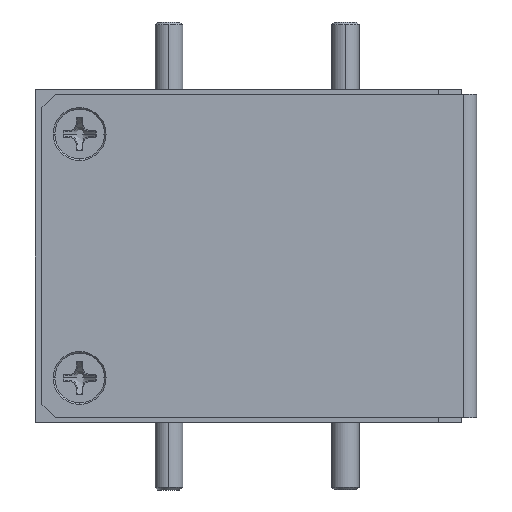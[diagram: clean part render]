
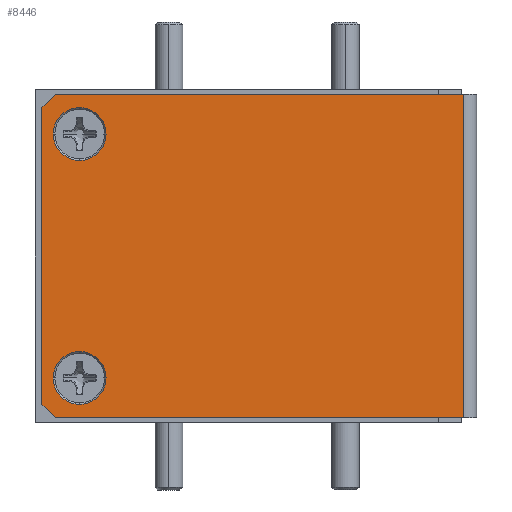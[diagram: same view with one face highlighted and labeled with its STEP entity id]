
A CAD part, front view. The second image highlights one B-rep face of the part: STEP entity #8446.
In plain terms, the highlighted planar face has unit normal (0, -1, 0).
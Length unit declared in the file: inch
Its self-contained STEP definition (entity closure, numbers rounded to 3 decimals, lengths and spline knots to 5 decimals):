
#7 = DIRECTION ( 'NONE',  ( 0., 0., -1. ) ) ;
#56 = LINE ( 'NONE', #7920, #2812 ) ;
#255 = DIRECTION ( 'NONE',  ( 0., -1., 0. ) ) ;
#537 = CARTESIAN_POINT ( 'NONE',  ( -1.44268, -0.17663, 0.54119 ) ) ;
#543 = CARTESIAN_POINT ( 'NONE',  ( -0.49268, -0.17663, -0.15881 ) ) ;
#550 = ORIENTED_EDGE ( 'NONE', *, *, #855, .F. ) ;
#630 = CIRCLE ( 'NONE', #7017, 0.0595 ) ;
#855 = EDGE_CURVE ( 'NONE', #3556, #5213, #1128, .T. ) ;
#856 = CARTESIAN_POINT ( 'NONE',  ( -1.35768, -0.17663, 0.48119 ) ) ;
#908 = DIRECTION ( 'NONE',  ( 0., -1., 0. ) ) ;
#910 = CARTESIAN_POINT ( 'NONE',  ( -1.41268, -0.17663, -0.15881 ) ) ;
#989 = ORIENTED_EDGE ( 'NONE', *, *, #6347, .F. ) ;
#997 = CARTESIAN_POINT ( 'NONE',  ( -1.35768, -0.17663, -0.00931 ) ) ;
#1011 = PLANE ( 'NONE',  #8494 ) ;
#1074 = EDGE_CURVE ( 'NONE', #8134, #2696, #8152, .T. ) ;
#1128 = LINE ( 'NONE', #3888, #2161 ) ;
#1137 = CIRCLE ( 'NONE', #2849, 0.0595 ) ;
#1180 = CARTESIAN_POINT ( 'NONE',  ( -1.35768, -0.17663, 0.48119 ) ) ;
#1455 = EDGE_CURVE ( 'NONE', #6048, #1770, #56, .T. ) ;
#1653 = DIRECTION ( 'NONE',  ( 0., 1., 0. ) ) ;
#1674 = ORIENTED_EDGE ( 'NONE', *, *, #4132, .F. ) ;
#1698 = CIRCLE ( 'NONE', #6726, 0.0595 ) ;
#1770 = VERTEX_POINT ( 'NONE', #910 ) ;
#1954 = ORIENTED_EDGE ( 'NONE', *, *, #2952, .F. ) ;
#2161 = VECTOR ( 'NONE', #2667, 39.37008 ) ;
#2207 = VECTOR ( 'NONE', #2240, 39.37008 ) ;
#2240 = DIRECTION ( 'NONE',  ( -0.707, 0., 0.707 ) ) ;
#2275 = CARTESIAN_POINT ( 'NONE',  ( -0.49268, -0.17663, 0.57119 ) ) ;
#2320 = VECTOR ( 'NONE', #7, 39.37008 ) ;
#2352 = VERTEX_POINT ( 'NONE', #997 ) ;
#2509 = DIRECTION ( 'NONE',  ( 0., 0., -1. ) ) ;
#2562 = ORIENTED_EDGE ( 'NONE', *, *, #3809, .F. ) ;
#2632 = CARTESIAN_POINT ( 'NONE',  ( -1.35768, -0.17663, 0.42169 ) ) ;
#2667 = DIRECTION ( 'NONE',  ( 1., 0., 0. ) ) ;
#2696 = VERTEX_POINT ( 'NONE', #537 ) ;
#2812 = VECTOR ( 'NONE', #3879, 39.37008 ) ;
#2849 = AXIS2_PLACEMENT_3D ( 'NONE', #8136, #255, #2850 ) ;
#2850 = DIRECTION ( 'NONE',  ( 0., 0., -1. ) ) ;
#2912 = CARTESIAN_POINT ( 'NONE',  ( -1.35768, -0.17663, -0.12831 ) ) ;
#2952 = EDGE_CURVE ( 'NONE', #2352, #8397, #1137, .T. ) ;
#3339 = LINE ( 'NONE', #5451, #2207 ) ;
#3493 = CARTESIAN_POINT ( 'NONE',  ( -1.44268, -0.17663, 0.57119 ) ) ;
#3494 = EDGE_LOOP ( 'NONE', ( #7138, #989 ) ) ;
#3556 = VERTEX_POINT ( 'NONE', #6379 ) ;
#3575 = ORIENTED_EDGE ( 'NONE', *, *, #3790, .F. ) ;
#3699 = VERTEX_POINT ( 'NONE', #2632 ) ;
#3790 = EDGE_CURVE ( 'NONE', #2696, #3556, #8360, .T. ) ;
#3809 = EDGE_CURVE ( 'NONE', #8397, #2352, #630, .T. ) ;
#3879 = DIRECTION ( 'NONE',  ( -1., 0., 0. ) ) ;
#3888 = CARTESIAN_POINT ( 'NONE',  ( -1.44268, -0.17663, 0.57119 ) ) ;
#4132 = EDGE_CURVE ( 'NONE', #5213, #6048, #7178, .T. ) ;
#4242 = DIRECTION ( 'NONE',  ( 0.707, 0., 0.707 ) ) ;
#4300 = DIRECTION ( 'NONE',  ( 0., 0., 1. ) ) ;
#4485 = EDGE_LOOP ( 'NONE', ( #3575, #5299, #6024, #7623, #1674, #550 ) ) ;
#4839 = EDGE_LOOP ( 'NONE', ( #2562, #1954 ) ) ;
#5213 = VERTEX_POINT ( 'NONE', #2275 ) ;
#5299 = ORIENTED_EDGE ( 'NONE', *, *, #1074, .F. ) ;
#5354 = DIRECTION ( 'NONE',  ( 0., 0., -1. ) ) ;
#5451 = CARTESIAN_POINT ( 'NONE',  ( -1.41268, -0.17663, -0.15881 ) ) ;
#5815 = CIRCLE ( 'NONE', #5873, 0.0595 ) ;
#5873 = AXIS2_PLACEMENT_3D ( 'NONE', #1180, #7123, #2509 ) ;
#5890 = CARTESIAN_POINT ( 'NONE',  ( -0.49268, -0.17663, 0.57119 ) ) ;
#6024 = ORIENTED_EDGE ( 'NONE', *, *, #7954, .F. ) ;
#6047 = DIRECTION ( 'NONE',  ( 0., -1., 0. ) ) ;
#6048 = VERTEX_POINT ( 'NONE', #543 ) ;
#6162 = DIRECTION ( 'NONE',  ( 0., 0., 1. ) ) ;
#6209 = CARTESIAN_POINT ( 'NONE',  ( -1.35768, -0.17663, -0.06881 ) ) ;
#6347 = EDGE_CURVE ( 'NONE', #7043, #3699, #5815, .T. ) ;
#6379 = CARTESIAN_POINT ( 'NONE',  ( -1.41268, -0.17663, 0.57119 ) ) ;
#6437 = FACE_BOUND ( 'NONE', #3494, .T. ) ;
#6540 = FACE_OUTER_BOUND ( 'NONE', #4485, .T. ) ;
#6726 = AXIS2_PLACEMENT_3D ( 'NONE', #856, #908, #8144 ) ;
#7017 = AXIS2_PLACEMENT_3D ( 'NONE', #6209, #6047, #5354 ) ;
#7043 = VERTEX_POINT ( 'NONE', #7200 ) ;
#7115 = VECTOR ( 'NONE', #6162, 39.37008 ) ;
#7123 = DIRECTION ( 'NONE',  ( 0., -1., 0. ) ) ;
#7138 = ORIENTED_EDGE ( 'NONE', *, *, #8329, .F. ) ;
#7163 = FACE_BOUND ( 'NONE', #4839, .T. ) ;
#7178 = LINE ( 'NONE', #5890, #2320 ) ;
#7200 = CARTESIAN_POINT ( 'NONE',  ( -1.35768, -0.17663, 0.54069 ) ) ;
#7596 = CARTESIAN_POINT ( 'NONE',  ( -1.44268, -0.17663, 0.57119 ) ) ;
#7623 = ORIENTED_EDGE ( 'NONE', *, *, #1455, .F. ) ;
#7775 = CARTESIAN_POINT ( 'NONE',  ( -1.44268, -0.17663, -0.12881 ) ) ;
#7920 = CARTESIAN_POINT ( 'NONE',  ( -1.44268, -0.17663, -0.15881 ) ) ;
#7954 = EDGE_CURVE ( 'NONE', #1770, #8134, #3339, .T. ) ;
#8134 = VERTEX_POINT ( 'NONE', #7775 ) ;
#8136 = CARTESIAN_POINT ( 'NONE',  ( -1.35768, -0.17663, -0.06881 ) ) ;
#8144 = DIRECTION ( 'NONE',  ( 0., 0., -1. ) ) ;
#8152 = LINE ( 'NONE', #3493, #7115 ) ;
#8157 = VECTOR ( 'NONE', #4242, 39.37008 ) ;
#8207 = CARTESIAN_POINT ( 'NONE',  ( -1.44268, -0.17663, 0.54119 ) ) ;
#8329 = EDGE_CURVE ( 'NONE', #3699, #7043, #1698, .T. ) ;
#8360 = LINE ( 'NONE', #8207, #8157 ) ;
#8397 = VERTEX_POINT ( 'NONE', #2912 ) ;
#8446 = ADVANCED_FACE ( 'NONE', ( #6540, #6437, #7163 ), #1011, .F. ) ;
#8494 = AXIS2_PLACEMENT_3D ( 'NONE', #7596, #1653, #4300 ) ;
